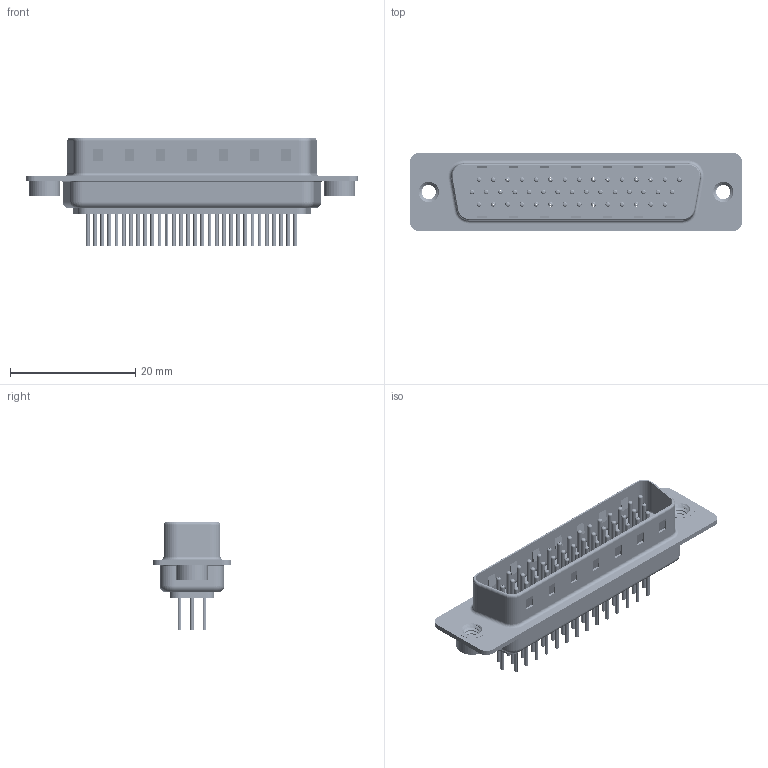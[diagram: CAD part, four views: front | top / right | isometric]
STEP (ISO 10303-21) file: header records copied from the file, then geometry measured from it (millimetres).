
FILE_DESCRIPTION (( 'STEP AP203' ), '1' );
FILE_NAME ('MHHDD-44MNS-C1.STEP', '2025-11-21T20:31:46', ( '' ), ( '' ), 'SwSTEP 2.0', 'SolidWorks 2023', '' );
FILE_SCHEMA (( 'CONFIG_CONTROL_DESIGN' ));
Length unit declared in the file: millimetre
Products named in the file (8): MHHDD Housing_44 Contacts; MHHDD-44MNS-C1; MHHDD Contact Row 2_30; MHHDD Shell Rear_44 Contacts; MHHDD Contact Row 1_30; MHHDD Shell Front_44 Contacts; MHHDD Contact Row 3_30; MHHDD 4-40 Threaded Standoff BS
Assembly tree (49 placements, depth 2):
  MHHDD-44MNS-C1
    MHHDD Housing_44 Contacts
    MHHDD Shell Front_44 Contacts
    MHHDD Shell Rear_44 Contacts
    MHHDD Contact Row 1_30  x15
    MHHDD Contact Row 2_30  x15
    MHHDD Contact Row 3_30  x14
    MHHDD 4-40 Threaded Standoff BS  x2
Bounding box: 53.04 x 12.55 x 17.15 mm (x, y, z)
Volume: 2616.8 mm3; surface area: 9848.3 mm2
Topology: 49 solids, 49 shells, 4778 faces, 12619 edges, 7774 vertices
Faces by surface type: cylinder 1763, torus 1326, plane 1227, cone 456, bspline 6
Entity records: 33388 total; most frequent: CARTESIAN_POINT 7260, DIRECTION 5472, ORIENTED_EDGE 4772, EDGE_CURVE 2386, AXIS2_PLACEMENT_3D 2212, VERTEX_POINT 1525, EDGE_LOOP 1199, CIRCLE 1191
